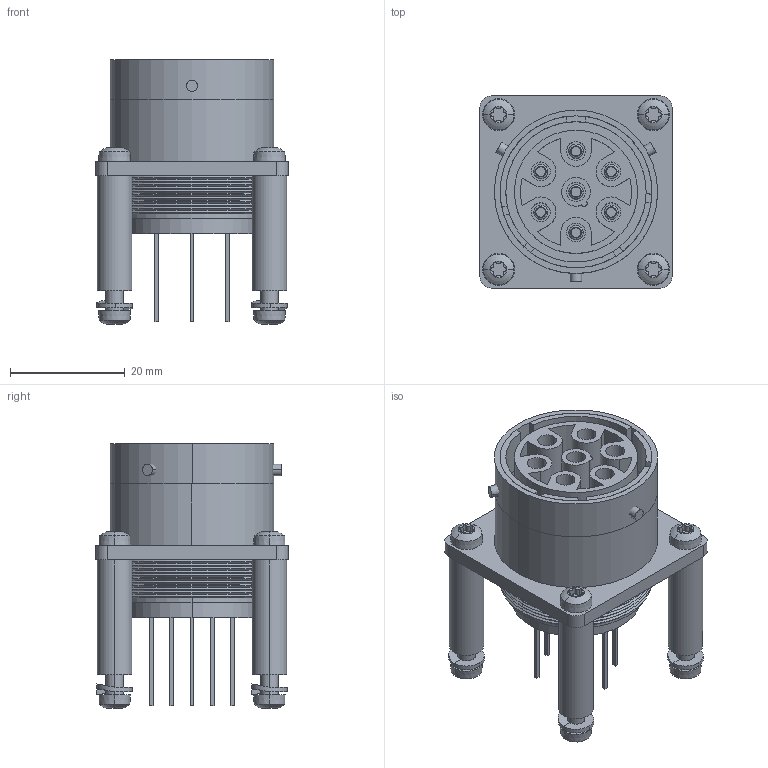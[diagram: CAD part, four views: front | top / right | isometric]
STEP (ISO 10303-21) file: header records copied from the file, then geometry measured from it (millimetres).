
FILE_DESCRIPTION((''),'2;1');
FILE_NAME('SOURIAU_EDA-02399-V1-1.stp','2013-11-12T11:08:29',(''),(''),'Mechanical Desktop 2011','Mechanical Desktop 2011',', , ');
FILE_SCHEMA(('AUTOMOTIVE_DESIGN { 1 2 10303 214 1 1 1 1 }'));
Length unit declared in the file: millimetre
Products named in the file (2): Product; 1
Bounding box: 33.5 x 33.5 x 46.19 mm (x, y, z)
Volume: 14717.9 mm3; surface area: 23959.4 mm2
Topology: 40 solids, 40 shells, 676 faces, 1580 edges, 1024 vertices
Faces by surface type: cylinder 316, plane 238, cone 92, sphere 16, torus 14
Entity records: 18851 total; most frequent: CARTESIAN_POINT 4215, DIRECTION 3232, ORIENTED_EDGE 2828, EDGE_CURVE 1414, AXIS2_PLACEMENT_3D 1305, VERTEX_POINT 908, EDGE_LOOP 722, CIRCLE 668
